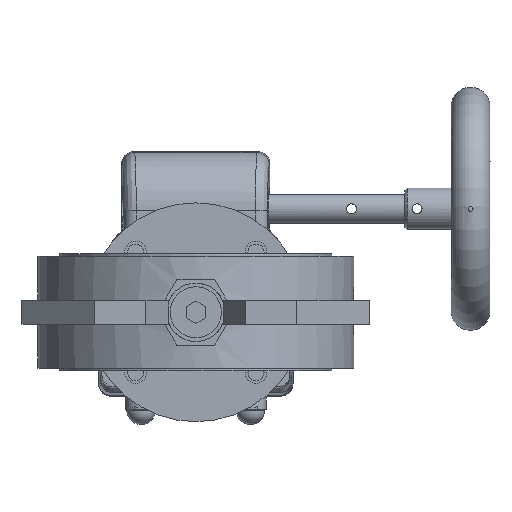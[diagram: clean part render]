
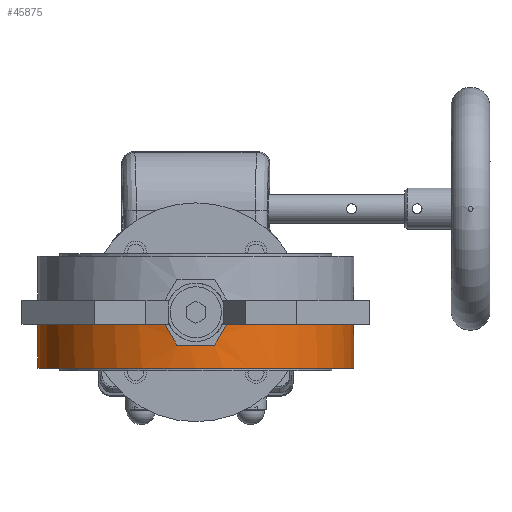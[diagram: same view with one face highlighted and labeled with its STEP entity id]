
A CAD part, front view. The second image highlights one B-rep face of the part: STEP entity #45875.
In plain terms, the highlighted cylindrical face has radius 65 mm (diameter 130 mm), a full revolution.
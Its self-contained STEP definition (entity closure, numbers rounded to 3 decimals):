
#3583=CIRCLE('',#50258,65.);
#3584=CIRCLE('',#50260,65.);
#3585=CIRCLE('',#50262,65.);
#3586=CIRCLE('',#50263,65.);
#3587=CIRCLE('',#50264,65.);
#3588=CIRCLE('',#50265,65.);
#4139=CYLINDRICAL_SURFACE('',#50257,65.);
#6689=LINE('',#156170,#9858);
#6690=LINE('',#156175,#9859);
#6691=LINE('',#156178,#9860);
#9858=VECTOR('',#61102,65.);
#9859=VECTOR('',#61107,1000.);
#9860=VECTOR('',#61110,1000.);
#11075=ELLIPSE('',#50259,130.,65.);
#11076=ELLIPSE('',#50261,130.,65.);
#13338=FACE_OUTER_BOUND('',#16148,.T.);
#16148=EDGE_LOOP('',(#40393,#40394,#40395,#40396,#40397,#40398,#40399,#40400,
#40401,#40402,#40403,#40404));
#21635=VERTEX_POINT('',#156158);
#21636=VERTEX_POINT('',#156159);
#21637=VERTEX_POINT('',#156161);
#21638=VERTEX_POINT('',#156163);
#21639=VERTEX_POINT('',#156165);
#21640=VERTEX_POINT('',#156167);
#21641=VERTEX_POINT('',#156169);
#21642=VERTEX_POINT('',#156172);
#21643=VERTEX_POINT('',#156174);
#21644=VERTEX_POINT('',#156176);
#28011=EDGE_CURVE('',#21635,#21636,#3583,.T.);
#28012=EDGE_CURVE('',#21635,#21637,#11075,.T.);
#28013=EDGE_CURVE('',#21637,#21638,#3584,.T.);
#28014=EDGE_CURVE('',#21638,#21639,#11076,.T.);
#28015=EDGE_CURVE('',#21640,#21639,#3585,.T.);
#28016=EDGE_CURVE('',#21640,#21641,#6689,.T.);
#28017=EDGE_CURVE('',#21641,#21641,#3586,.T.);
#28018=EDGE_CURVE('',#21642,#21640,#3587,.T.);
#28019=EDGE_CURVE('',#21642,#21643,#6690,.T.);
#28020=EDGE_CURVE('',#21643,#21644,#3588,.T.);
#28021=EDGE_CURVE('',#21636,#21644,#6691,.T.);
#40393=ORIENTED_EDGE('',*,*,#28011,.F.);
#40394=ORIENTED_EDGE('',*,*,#28012,.T.);
#40395=ORIENTED_EDGE('',*,*,#28013,.T.);
#40396=ORIENTED_EDGE('',*,*,#28014,.T.);
#40397=ORIENTED_EDGE('',*,*,#28015,.F.);
#40398=ORIENTED_EDGE('',*,*,#28016,.T.);
#40399=ORIENTED_EDGE('',*,*,#28017,.T.);
#40400=ORIENTED_EDGE('',*,*,#28016,.F.);
#40401=ORIENTED_EDGE('',*,*,#28018,.F.);
#40402=ORIENTED_EDGE('',*,*,#28019,.T.);
#40403=ORIENTED_EDGE('',*,*,#28020,.T.);
#40404=ORIENTED_EDGE('',*,*,#28021,.F.);
#45875=ADVANCED_FACE('',(#13338),#4139,.T.);
#50257=AXIS2_PLACEMENT_3D('',#156157,#61090,#61091);
#50258=AXIS2_PLACEMENT_3D('',#156160,#61092,#61093);
#50259=AXIS2_PLACEMENT_3D('',#156162,#61094,#61095);
#50260=AXIS2_PLACEMENT_3D('',#156164,#61096,#61097);
#50261=AXIS2_PLACEMENT_3D('',#156166,#61098,#61099);
#50262=AXIS2_PLACEMENT_3D('',#156168,#61100,#61101);
#50263=AXIS2_PLACEMENT_3D('',#156171,#61103,#61104);
#50264=AXIS2_PLACEMENT_3D('',#156173,#61105,#61106);
#50265=AXIS2_PLACEMENT_3D('',#156177,#61108,#61109);
#61090=DIRECTION('center_axis',(0.,0.,1.));
#61091=DIRECTION('ref_axis',(1.,0.,0.));
#61092=DIRECTION('center_axis',(0.,0.,1.));
#61093=DIRECTION('ref_axis',(1.,0.,0.));
#61094=DIRECTION('center_axis',(0.866,0.,
-0.5));
#61095=DIRECTION('ref_axis',(0.5,0.,0.866));
#61096=DIRECTION('center_axis',(0.,0.,-1.));
#61097=DIRECTION('ref_axis',(1.,0.,0.));
#61098=DIRECTION('center_axis',(-0.866,0.,
-0.5));
#61099=DIRECTION('ref_axis',(0.5,0.,-0.866));
#61100=DIRECTION('center_axis',(0.,0.,1.));
#61101=DIRECTION('ref_axis',(1.,0.,0.));
#61102=DIRECTION('',(0.,0.,-1.));
#61103=DIRECTION('center_axis',(0.,0.,1.));
#61104=DIRECTION('ref_axis',(1.,0.,0.));
#61105=DIRECTION('center_axis',(0.,0.,1.));
#61106=DIRECTION('ref_axis',(1.,0.,0.));
#61107=DIRECTION('',(0.,0.,-1.));
#61108=DIRECTION('center_axis',(0.,0.,-1.));
#61109=DIRECTION('ref_axis',(1.,0.,0.));
#61110=DIRECTION('',(0.,0.,-1.));
#156157=CARTESIAN_POINT('Origin',(0.,0.,115.101));
#156158=CARTESIAN_POINT('',(12.702,-63.747,-5.));
#156159=CARTESIAN_POINT('',(17.,62.738,-5.));
#156160=CARTESIAN_POINT('Origin',(0.,0.,-5.));
#156161=CARTESIAN_POINT('',(7.794,-64.531,-13.5));
#156162=CARTESIAN_POINT('Origin',(0.,0.,
-27.));
#156163=CARTESIAN_POINT('',(-7.794,-64.531,-13.5));
#156164=CARTESIAN_POINT('Origin',(0.,0.,-13.5));
#156165=CARTESIAN_POINT('',(-12.702,-63.747,-5.));
#156166=CARTESIAN_POINT('Origin',(0.,0.,
-27.));
#156167=CARTESIAN_POINT('',(-65.,0.,-5.));
#156168=CARTESIAN_POINT('Origin',(0.,0.,-5.));
#156169=CARTESIAN_POINT('',(-65.,0.,-23.));
#156170=CARTESIAN_POINT('',(-65.,0.,115.101));
#156171=CARTESIAN_POINT('Origin',(0.,0.,-23.));
#156172=CARTESIAN_POINT('',(-17.,62.738,-5.));
#156173=CARTESIAN_POINT('Origin',(0.,0.,-5.));
#156174=CARTESIAN_POINT('',(-17.,62.738,-13.5));
#156175=CARTESIAN_POINT('',(-17.,62.738,13.5));
#156176=CARTESIAN_POINT('',(17.,62.738,-13.5));
#156177=CARTESIAN_POINT('Origin',(0.,0.,-13.5));
#156178=CARTESIAN_POINT('',(17.,62.738,13.5));
